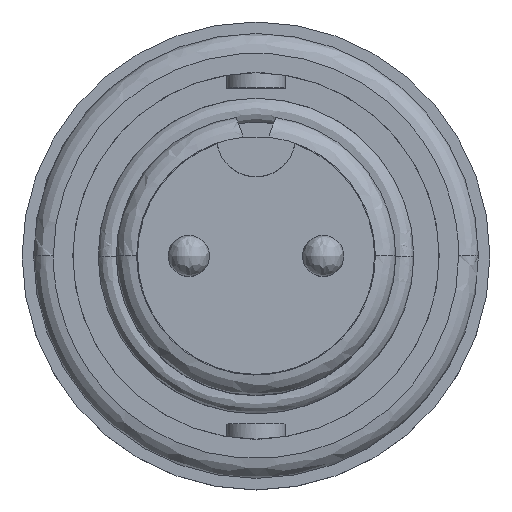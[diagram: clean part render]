
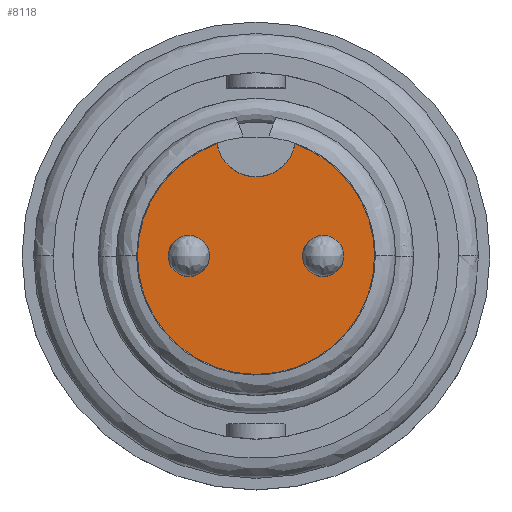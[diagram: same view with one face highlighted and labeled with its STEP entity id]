
A CAD part, top view. The second image highlights one B-rep face of the part: STEP entity #8118.
In plain terms, the highlighted planar face has unit normal (0, 0, 1).
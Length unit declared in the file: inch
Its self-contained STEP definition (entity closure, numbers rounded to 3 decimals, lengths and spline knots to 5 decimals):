
#91 = DIRECTION ( 'NONE',  ( 0., 0., 1. ) ) ;
#317 = DIRECTION ( 'NONE',  ( 1., 0., 0. ) ) ;
#569 = CARTESIAN_POINT ( 'NONE',  ( -0.05916, 0.17, 0.06769 ) ) ;
#876 = CIRCLE ( 'NONE', #7809, 0.18 ) ;
#997 = VERTEX_POINT ( 'NONE', #6897 ) ;
#1429 = DIRECTION ( 'NONE',  ( 0., 0., 1. ) ) ;
#1483 = AXIS2_PLACEMENT_3D ( 'NONE', #7361, #91, #10371 ) ;
#2187 = CIRCLE ( 'NONE', #2425, 0.03125 ) ;
#2425 = AXIS2_PLACEMENT_3D ( 'NONE', #2819, #13090, #4279 ) ;
#2507 = EDGE_CURVE ( 'NONE', #6101, #14901, #8020, .T. ) ;
#2687 = AXIS2_PLACEMENT_3D ( 'NONE', #8594, #18995, #10074 ) ;
#2782 = VERTEX_POINT ( 'NONE', #5433 ) ;
#2808 = EDGE_CURVE ( 'NONE', #9814, #2782, #876, .T. ) ;
#2819 = CARTESIAN_POINT ( 'NONE',  ( -0.102, 0., 0.06769 ) ) ;
#2961 = AXIS2_PLACEMENT_3D ( 'NONE', #18027, #9138, #317 ) ;
#2976 = FACE_OUTER_BOUND ( 'NONE', #17230, .T. ) ;
#3017 = PLANE ( 'NONE',  #1483 ) ;
#3576 = EDGE_LOOP ( 'NONE', ( #15208, #13427 ) ) ;
#4032 = DIRECTION ( 'NONE',  ( 0., 0., 1. ) ) ;
#4077 = AXIS2_PLACEMENT_3D ( 'NONE', #10223, #1429, #11704 ) ;
#4159 = AXIS2_PLACEMENT_3D ( 'NONE', #5488, #15812, #6977 ) ;
#4279 = DIRECTION ( 'NONE',  ( 1., 0., 0. ) ) ;
#4392 = CIRCLE ( 'NONE', #13929, 0.03125 ) ;
#4428 = CIRCLE ( 'NONE', #14746, 0.18 ) ;
#4460 = DIRECTION ( 'NONE',  ( 0., 0., 1. ) ) ;
#5433 = CARTESIAN_POINT ( 'NONE',  ( -0.18, 0., 0.06769 ) ) ;
#5440 = ORIENTED_EDGE ( 'NONE', *, *, #2507, .T. ) ;
#5488 = CARTESIAN_POINT ( 'NONE',  ( -0.102, 0., 0.06769 ) ) ;
#6101 = VERTEX_POINT ( 'NONE', #12171 ) ;
#6871 = FACE_BOUND ( 'NONE', #3576, .T. ) ;
#6897 = CARTESIAN_POINT ( 'NONE',  ( 0.05916, 0.17, 0.06769 ) ) ;
#6962 = EDGE_CURVE ( 'NONE', #10883, #18037, #16107, .T. ) ;
#6977 = DIRECTION ( 'NONE',  ( 1., 0., 0. ) ) ;
#7361 = CARTESIAN_POINT ( 'NONE',  ( 0., 0.09, 0.06769 ) ) ;
#7809 = AXIS2_PLACEMENT_3D ( 'NONE', #12829, #4032, #14307 ) ;
#7954 = ORIENTED_EDGE ( 'NONE', *, *, #12585, .T. ) ;
#8020 = CIRCLE ( 'NONE', #4159, 0.03125 ) ;
#8118 = ADVANCED_FACE ( 'NONE', ( #2976, #14228, #6871 ), #3017, .T. ) ;
#8158 = EDGE_LOOP ( 'NONE', ( #13740, #5440 ) ) ;
#8345 = CARTESIAN_POINT ( 'NONE',  ( 0.102, 0., 0.06769 ) ) ;
#8583 = EDGE_CURVE ( 'NONE', #9814, #997, #9618, .T. ) ;
#8594 = CARTESIAN_POINT ( 'NONE',  ( 0., 0., 0.06769 ) ) ;
#9138 = DIRECTION ( 'NONE',  ( 0., 0., -1. ) ) ;
#9618 = CIRCLE ( 'NONE', #4077, 0.06 ) ;
#9814 = VERTEX_POINT ( 'NONE', #569 ) ;
#9838 = DIRECTION ( 'NONE',  ( 1., 0., 0. ) ) ;
#9924 = VERTEX_POINT ( 'NONE', #14216 ) ;
#10038 = CARTESIAN_POINT ( 'NONE',  ( 0.13325, 0., 0.06769 ) ) ;
#10074 = DIRECTION ( 'NONE',  ( 1., 0., 0. ) ) ;
#10223 = CARTESIAN_POINT ( 'NONE',  ( 0., 0.18, 0.06769 ) ) ;
#10371 = DIRECTION ( 'NONE',  ( 1., 0., 0. ) ) ;
#10883 = VERTEX_POINT ( 'NONE', #10038 ) ;
#11704 = DIRECTION ( 'NONE',  ( -1., 0., 0. ) ) ;
#11762 = EDGE_CURVE ( 'NONE', #14901, #6101, #2187, .T. ) ;
#12171 = CARTESIAN_POINT ( 'NONE',  ( -0.13325, 0., 0.06769 ) ) ;
#12585 = EDGE_CURVE ( 'NONE', #9924, #997, #17864, .T. ) ;
#12829 = CARTESIAN_POINT ( 'NONE',  ( 0., 0., 0.06769 ) ) ;
#13090 = DIRECTION ( 'NONE',  ( 0., 0., -1. ) ) ;
#13179 = EDGE_CURVE ( 'NONE', #2782, #9924, #4428, .T. ) ;
#13276 = CARTESIAN_POINT ( 'NONE',  ( 0., 0., 0.06769 ) ) ;
#13295 = ORIENTED_EDGE ( 'NONE', *, *, #13179, .T. ) ;
#13427 = ORIENTED_EDGE ( 'NONE', *, *, #18614, .T. ) ;
#13740 = ORIENTED_EDGE ( 'NONE', *, *, #11762, .T. ) ;
#13929 = AXIS2_PLACEMENT_3D ( 'NONE', #8345, #18740, #9838 ) ;
#14216 = CARTESIAN_POINT ( 'NONE',  ( 0.18, 0., 0.06769 ) ) ;
#14228 = FACE_BOUND ( 'NONE', #8158, .T. ) ;
#14307 = DIRECTION ( 'NONE',  ( 1., 0., 0. ) ) ;
#14457 = ORIENTED_EDGE ( 'NONE', *, *, #2808, .T. ) ;
#14641 = CARTESIAN_POINT ( 'NONE',  ( -0.07075, 0., 0.06769 ) ) ;
#14746 = AXIS2_PLACEMENT_3D ( 'NONE', #13276, #4460, #14757 ) ;
#14757 = DIRECTION ( 'NONE',  ( 1., 0., 0. ) ) ;
#14901 = VERTEX_POINT ( 'NONE', #14641 ) ;
#15208 = ORIENTED_EDGE ( 'NONE', *, *, #6962, .T. ) ;
#15812 = DIRECTION ( 'NONE',  ( 0., 0., -1. ) ) ;
#15859 = ORIENTED_EDGE ( 'NONE', *, *, #8583, .F. ) ;
#16107 = CIRCLE ( 'NONE', #2961, 0.03125 ) ;
#16469 = CARTESIAN_POINT ( 'NONE',  ( 0.07075, 0., 0.06769 ) ) ;
#17230 = EDGE_LOOP ( 'NONE', ( #14457, #13295, #7954, #15859 ) ) ;
#17864 = CIRCLE ( 'NONE', #2687, 0.18 ) ;
#18027 = CARTESIAN_POINT ( 'NONE',  ( 0.102, 0., 0.06769 ) ) ;
#18037 = VERTEX_POINT ( 'NONE', #16469 ) ;
#18614 = EDGE_CURVE ( 'NONE', #18037, #10883, #4392, .T. ) ;
#18740 = DIRECTION ( 'NONE',  ( 0., 0., -1. ) ) ;
#18995 = DIRECTION ( 'NONE',  ( 0., 0., 1. ) ) ;
